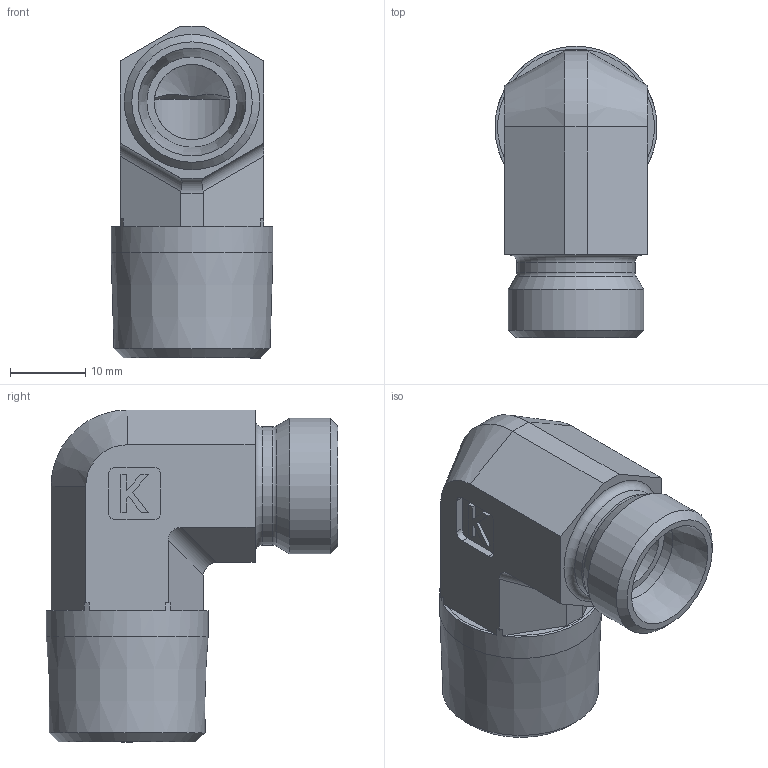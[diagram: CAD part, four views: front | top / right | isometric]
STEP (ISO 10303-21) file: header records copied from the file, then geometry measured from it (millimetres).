
FILE_DESCRIPTION((''),'2;1');
FILE_NAME('23002124818.stp','2014-08-27T10:38:51',(''),('KNOMI spol. s r. o.'),'Autodesk Inventor 2012','Autodesk Inventor 2012','');
FILE_SCHEMA(('AUTOMOTIVE_DESIGN { 1 2 10303 214 0 1 1 1 }'));
Length unit declared in the file: millimetre
Products named in the file (1): LHCR2 12LRkuž R1/2/M18x1
Bounding box: 21.52 x 38.76 x 44.1 mm (x, y, z)
Volume: 12383.3 mm3; surface area: 6510.6 mm2
Topology: 1 solids, 1 shells, 74 faces, 194 edges, 126 vertices
Faces by surface type: plane 44, cylinder 14, cone 10, torus 6
Full cylindrical faces by diameter (mm): 10 x1, 12 x2, 15.7 x1, 18 x1, 21.518 x1
Entity records: 2234 total; most frequent: CARTESIAN_POINT 453, DIRECTION 362, ORIENTED_EDGE 348, EDGE_CURVE 174, AXIS2_PLACEMENT_3D 125, VERTEX_POINT 120, VECTOR 112, LINE 112
